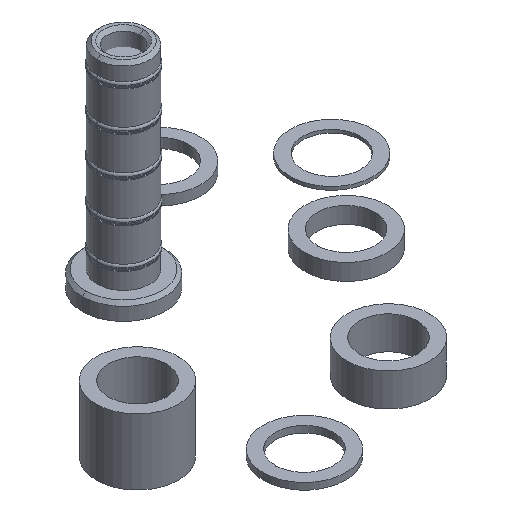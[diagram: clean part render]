
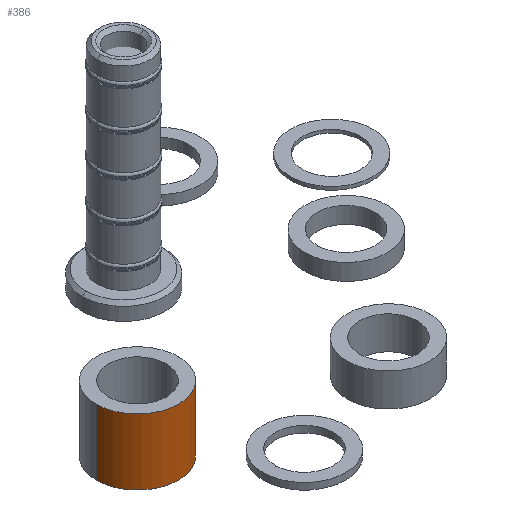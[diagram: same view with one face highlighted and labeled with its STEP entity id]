
A CAD part, isometric view. The second image highlights one B-rep face of the part: STEP entity #386.
In plain terms, the highlighted cylindrical face has radius 12.5 mm (diameter 25 mm), a partial arc.
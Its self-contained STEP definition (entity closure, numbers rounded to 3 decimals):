
#386=ADVANCED_FACE('',(#805),#806,.T.);
#805=FACE_OUTER_BOUND('',#1387,.T.);
#806=CYLINDRICAL_SURFACE('',#1388,12.5);
#1387=EDGE_LOOP('',(#1976,#1977,#1978,#1979));
#1388=AXIS2_PLACEMENT_3D('',#1980,#1981,#1982);
#1976=ORIENTED_EDGE('',*,*,#3047,.T.);
#1977=ORIENTED_EDGE('',*,*,#3048,.T.);
#1978=ORIENTED_EDGE('',*,*,#3049,.T.);
#1979=ORIENTED_EDGE('',*,*,#3050,.T.);
#1980=CARTESIAN_POINT('',(-42.201,-46.399,0.0));
#1981=DIRECTION('',(0.0,0.0,1.0));
#1982=DIRECTION('',(1.0,0.0,0.0));
#3047=EDGE_CURVE('',#3551,#3552,#3553,.T.);
#3048=EDGE_CURVE('',#3552,#3554,#3555,.T.);
#3049=EDGE_CURVE('',#3554,#3556,#3557,.T.);
#3050=EDGE_CURVE('',#3556,#3551,#3558,.T.);
#3551=VERTEX_POINT('',#4181);
#3552=VERTEX_POINT('',#4182);
#3553=LINE('',#4183,#4184);
#3554=VERTEX_POINT('',#4185);
#3555=CIRCLE('',#4186,12.5);
#3556=VERTEX_POINT('',#4187);
#3557=LINE('',#4188,#4189);
#3558=CIRCLE('',#4190,12.5);
#4181=CARTESIAN_POINT('',(-29.701,-46.399,0.0));
#4182=CARTESIAN_POINT('',(-29.701,-46.399,20.0));
#4183=CARTESIAN_POINT('',(-29.701,-46.399,0.0));
#4184=VECTOR('',#4861,1.0);
#4185=CARTESIAN_POINT('',(-54.701,-46.399,20.0));
#4186=AXIS2_PLACEMENT_3D('',#4862,#4863,#4864);
#4187=CARTESIAN_POINT('',(-54.701,-46.399,0.0));
#4188=CARTESIAN_POINT('',(-54.701,-46.399,0.0));
#4189=VECTOR('',#4865,1.0);
#4190=AXIS2_PLACEMENT_3D('',#4866,#4867,#4868);
#4861=DIRECTION('',(0.0,0.0,1.0));
#4862=CARTESIAN_POINT('',(-42.201,-46.399,20.0));
#4863=DIRECTION('',(0.0,0.0,-1.0));
#4864=DIRECTION('',(1.0,0.0,0.0));
#4865=DIRECTION('',(-0.0,-0.0,-1.0));
#4866=CARTESIAN_POINT('',(-42.201,-46.399,0.0));
#4867=DIRECTION('',(0.0,0.0,1.0));
#4868=DIRECTION('',(1.0,0.0,0.0));
